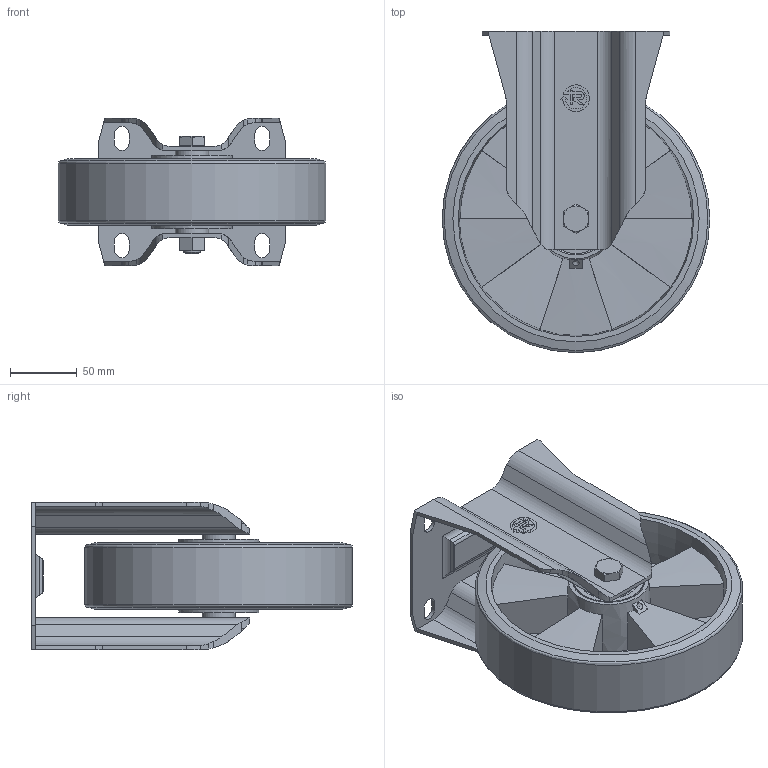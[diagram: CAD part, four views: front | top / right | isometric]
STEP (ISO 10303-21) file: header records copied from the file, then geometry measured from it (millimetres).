
FILE_DESCRIPTION( ( 'STEP AP214' ), ' ' );
FILE_NAME( 'SF_NL_658106.stp', '2018-04-04T08:50:22', ( '' ), ( '' ), ' ', 'PARTsolutions', ' ' );
FILE_SCHEMA( ( 'AUTOMOTIVE_DESIGN { 1 0 10303 214 1 1 1 1 }' ) );
Length unit declared in the file: millimetre
Products named in the file (8): SF/NL 658106; _SF/NL (200-140x110-50240)-b; _653106; _Shaft 200-M12-50-25600; _Serie 65 AL HUB - 200-25; _Serie 65 AL S - 200-25; _Nut M12(200-50-25-60GREY); _Bolt M12(25-200-50-80GREY)
Assembly tree (8 placements, depth 2):
  SF/NL 658106
    _SF/NL (200-140x110-50240)-b
    _653106
    _Shaft 200-M12-50-25600
    _Serie 65 AL HUB - 200-25  x2
    _Serie 65 AL S - 200-25
    _Nut M12(200-50-25-60GREY)
    _Bolt M12(25-200-50-80GREY)
Bounding box: 200 x 240 x 110 mm (x, y, z)
Volume: 770894.5 mm3; surface area: 305378.3 mm2
Topology: 8 solids, 8 shells, 367 faces, 939 edges, 605 vertices
Faces by surface type: plane 200, cylinder 100, cone 52, torus 12, bspline 3
Full cylindrical faces by diameter (mm): 10.106 x1, 12 x4, 16.47 x1, 25 x3, 26 x1, 30 x1, 32.7 x4, 35.6 x4, 41.4 x4, 44.3 x4, 52 x4, 200 x1
Entity records: 14037 total; most frequent: CARTESIAN_POINT 2869, ORIENTED_EDGE 1714, DIRECTION 1665, EDGE_CURVE 857, AXIS2_PLACEMENT_3D 609, VERTEX_POINT 579, LINE 447, VECTOR 447
